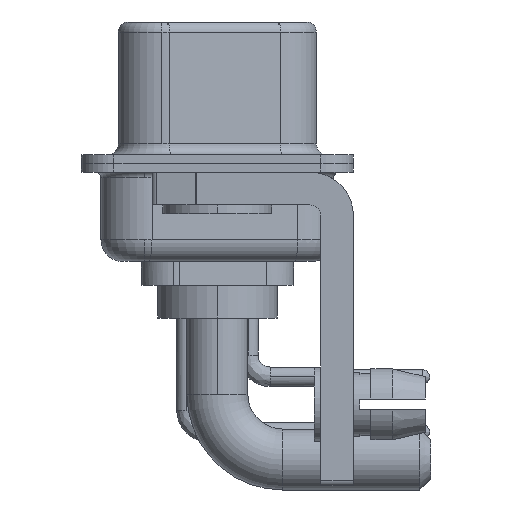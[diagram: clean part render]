
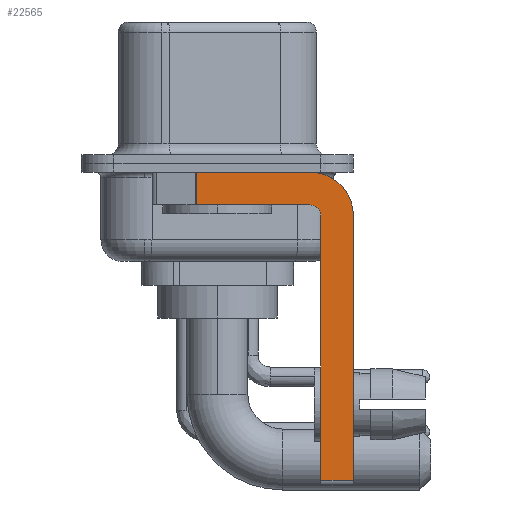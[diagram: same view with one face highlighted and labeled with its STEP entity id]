
A CAD part, left-side view. The second image highlights one B-rep face of the part: STEP entity #22565.
In plain terms, the highlighted planar face has unit normal (-1, 0, 0).
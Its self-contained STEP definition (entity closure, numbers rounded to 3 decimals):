
#38 = CARTESIAN_POINT ( 'NONE',  ( -2.9, 0.978, -1.9 ) ) ;
#75 = DIRECTION ( 'NONE',  ( 1., 0., 0. ) ) ;
#489 = VERTEX_POINT ( 'NONE', #14247 ) ;
#527 = VERTEX_POINT ( 'NONE', #7852 ) ;
#543 = VERTEX_POINT ( 'NONE', #27172 ) ;
#1114 = AXIS2_PLACEMENT_3D ( 'NONE', #13389, #15664, #11273 ) ;
#2325 = EDGE_CURVE ( 'NONE', #543, #26655, #2481, .T. ) ;
#2456 = LINE ( 'NONE', #8659, #23338 ) ;
#2481 = CIRCLE ( 'NONE', #1114, 2. ) ;
#2498 = PLANE ( 'NONE',  #25654 ) ;
#2977 = DIRECTION ( 'NONE',  ( 0., 0., 1. ) ) ;
#3525 = ORIENTED_EDGE ( 'NONE', *, *, #19500, .T. ) ;
#4525 = CIRCLE ( 'NONE', #27617, 0.5 ) ;
#4690 = ORIENTED_EDGE ( 'NONE', *, *, #20642, .F. ) ;
#5021 = CARTESIAN_POINT ( 'NONE',  ( -2.9, 0.978, -0.4 ) ) ;
#5145 = EDGE_CURVE ( 'NONE', #13086, #11179, #10814, .T. ) ;
#5813 = ORIENTED_EDGE ( 'NONE', *, *, #9105, .F. ) ;
#5955 = DIRECTION ( 'NONE',  ( 0., 1., 0. ) ) ;
#6265 = EDGE_CURVE ( 'NONE', #13086, #527, #9568, .T. ) ;
#6559 = DIRECTION ( 'NONE',  ( 0., -1., 0. ) ) ;
#7433 = DIRECTION ( 'NONE',  ( 0., 0., 1. ) ) ;
#7641 = ORIENTED_EDGE ( 'NONE', *, *, #6265, .F. ) ;
#7752 = LINE ( 'NONE', #16404, #10132 ) ;
#7852 = CARTESIAN_POINT ( 'NONE',  ( -2.9, -4.75, -2.4 ) ) ;
#8121 = VERTEX_POINT ( 'NONE', #5021 ) ;
#8300 = CARTESIAN_POINT ( 'NONE',  ( -2.9, 0.978, -1.9 ) ) ;
#8384 = VECTOR ( 'NONE', #6559, 1000. ) ;
#8656 = DIRECTION ( 'NONE',  ( 0., 0., -1. ) ) ;
#8659 = CARTESIAN_POINT ( 'NONE',  ( -2.9, -6.25, -2.4 ) ) ;
#9105 = EDGE_CURVE ( 'NONE', #527, #489, #4525, .T. ) ;
#9337 = DIRECTION ( 'NONE',  ( -1., 0., 0. ) ) ;
#9568 = LINE ( 'NONE', #16354, #12084 ) ;
#10132 = VECTOR ( 'NONE', #27205, 1000. ) ;
#10241 = EDGE_CURVE ( 'NONE', #489, #18403, #26607, .T. ) ;
#10756 = ORIENTED_EDGE ( 'NONE', *, *, #5145, .T. ) ;
#10814 = LINE ( 'NONE', #25999, #8384 ) ;
#11117 = ORIENTED_EDGE ( 'NONE', *, *, #21271, .F. ) ;
#11179 = VERTEX_POINT ( 'NONE', #17617 ) ;
#11273 = DIRECTION ( 'NONE',  ( 0., 0., -1. ) ) ;
#12084 = VECTOR ( 'NONE', #7433, 1000. ) ;
#12481 = CARTESIAN_POINT ( 'NONE',  ( -2.9, -4.25, -1.9 ) ) ;
#12557 = EDGE_LOOP ( 'NONE', ( #4690, #3525, #27679, #5813, #7641, #10756, #11117, #13826 ) ) ;
#12610 = VECTOR ( 'NONE', #5955, 1000. ) ;
#13086 = VERTEX_POINT ( 'NONE', #20513 ) ;
#13230 = CARTESIAN_POINT ( 'NONE',  ( -2.9, -4.25, -2.4 ) ) ;
#13389 = CARTESIAN_POINT ( 'NONE',  ( -2.9, -4.25, -2.4 ) ) ;
#13826 = ORIENTED_EDGE ( 'NONE', *, *, #2325, .F. ) ;
#14247 = CARTESIAN_POINT ( 'NONE',  ( -2.9, -4.25, -1.9 ) ) ;
#15511 = DIRECTION ( 'NONE',  ( 0., 0., -1. ) ) ;
#15664 = DIRECTION ( 'NONE',  ( 1., 0., 0. ) ) ;
#15755 = CARTESIAN_POINT ( 'NONE',  ( -2.9, -6.25, -2.4 ) ) ;
#16128 = CARTESIAN_POINT ( 'NONE',  ( -2.9, -4.25, -2.4 ) ) ;
#16354 = CARTESIAN_POINT ( 'NONE',  ( -2.9, -4.75, -14.8 ) ) ;
#16404 = CARTESIAN_POINT ( 'NONE',  ( -2.9, 3., -0.4 ) ) ;
#17617 = CARTESIAN_POINT ( 'NONE',  ( -2.9, -6.25, -14.55 ) ) ;
#18403 = VERTEX_POINT ( 'NONE', #8300 ) ;
#19450 = LINE ( 'NONE', #38, #21847 ) ;
#19500 = EDGE_CURVE ( 'NONE', #8121, #18403, #19450, .T. ) ;
#20513 = CARTESIAN_POINT ( 'NONE',  ( -2.9, -4.75, -14.55 ) ) ;
#20642 = EDGE_CURVE ( 'NONE', #8121, #543, #7752, .T. ) ;
#21271 = EDGE_CURVE ( 'NONE', #26655, #11179, #2456, .T. ) ;
#21847 = VECTOR ( 'NONE', #8656, 1000. ) ;
#22565 = ADVANCED_FACE ( 'NONE', ( #26031 ), #2498, .F. ) ;
#23338 = VECTOR ( 'NONE', #27969, 1000. ) ;
#25654 = AXIS2_PLACEMENT_3D ( 'NONE', #13230, #75, #15511 ) ;
#25999 = CARTESIAN_POINT ( 'NONE',  ( -2.9, -4.25, -14.55 ) ) ;
#26031 = FACE_OUTER_BOUND ( 'NONE', #12557, .T. ) ;
#26607 = LINE ( 'NONE', #12481, #12610 ) ;
#26655 = VERTEX_POINT ( 'NONE', #15755 ) ;
#27172 = CARTESIAN_POINT ( 'NONE',  ( -2.9, -4.25, -0.4 ) ) ;
#27205 = DIRECTION ( 'NONE',  ( 0., -1., 0. ) ) ;
#27617 = AXIS2_PLACEMENT_3D ( 'NONE', #16128, #9337, #2977 ) ;
#27679 = ORIENTED_EDGE ( 'NONE', *, *, #10241, .F. ) ;
#27969 = DIRECTION ( 'NONE',  ( 0., 0., -1. ) ) ;
